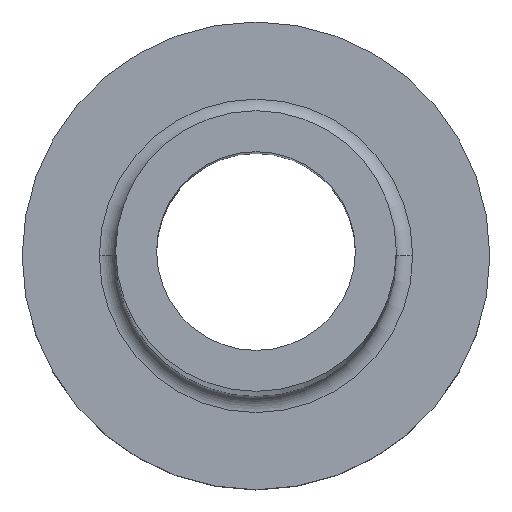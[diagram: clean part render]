
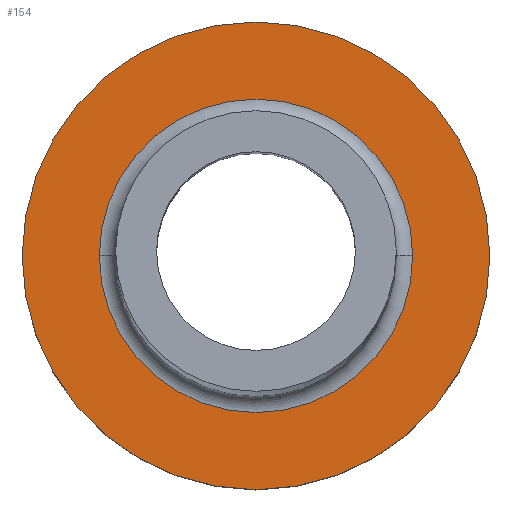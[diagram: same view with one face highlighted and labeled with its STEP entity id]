
A CAD part, top view. The second image highlights one B-rep face of the part: STEP entity #154.
In plain terms, the highlighted planar face has unit normal (0, 0, 1).
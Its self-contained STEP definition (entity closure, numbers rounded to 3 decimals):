
#22 = DIRECTION ( 'NONE',  ( 0., 0., 1. ) ) ;
#23 = EDGE_CURVE ( 'NONE', #435, #153, #73, .T. ) ;
#25 = FACE_BOUND ( 'NONE', #157, .T. ) ;
#55 = ORIENTED_EDGE ( 'NONE', *, *, #179, .T. ) ;
#60 = VERTEX_POINT ( 'NONE', #317 ) ;
#62 = CARTESIAN_POINT ( 'NONE',  ( 6.7, 0., 7. ) ) ;
#71 = DIRECTION ( 'NONE',  ( 0., 0., 1. ) ) ;
#73 = CIRCLE ( 'NONE', #429, 6.7 ) ;
#110 = DIRECTION ( 'NONE',  ( 1., 0., 0. ) ) ;
#122 = ORIENTED_EDGE ( 'NONE', *, *, #360, .T. ) ;
#137 = FACE_OUTER_BOUND ( 'NONE', #340, .T. ) ;
#140 = DIRECTION ( 'NONE',  ( 1., 0., 0. ) ) ;
#149 = AXIS2_PLACEMENT_3D ( 'NONE', #384, #71, #221 ) ;
#151 = DIRECTION ( 'NONE',  ( 0., 0., -1. ) ) ;
#153 = VERTEX_POINT ( 'NONE', #62 ) ;
#154 = ADVANCED_FACE ( 'NONE', ( #25, #137 ), #213, .T. ) ;
#157 = EDGE_LOOP ( 'NONE', ( #122, #165 ) ) ;
#165 = ORIENTED_EDGE ( 'NONE', *, *, #23, .T. ) ;
#174 = CIRCLE ( 'NONE', #201, 10. ) ;
#176 = DIRECTION ( 'NONE',  ( 1., 0., 0. ) ) ;
#179 = EDGE_CURVE ( 'NONE', #399, #60, #290, .T. ) ;
#182 = CARTESIAN_POINT ( 'NONE',  ( 0., 0., 7. ) ) ;
#183 = CIRCLE ( 'NONE', #281, 6.7 ) ;
#190 = DIRECTION ( 'NONE',  ( 1., 0., 0. ) ) ;
#201 = AXIS2_PLACEMENT_3D ( 'NONE', #350, #22, #176 ) ;
#204 = EDGE_CURVE ( 'NONE', #60, #399, #174, .T. ) ;
#213 = PLANE ( 'NONE',  #149 ) ;
#221 = DIRECTION ( 'NONE',  ( 1., 0., 0. ) ) ;
#281 = AXIS2_PLACEMENT_3D ( 'NONE', #427, #151, #110 ) ;
#289 = DIRECTION ( 'NONE',  ( 0., 0., -1. ) ) ;
#290 = CIRCLE ( 'NONE', #436, 10. ) ;
#298 = CARTESIAN_POINT ( 'NONE',  ( -10., 0., 7. ) ) ;
#311 = ORIENTED_EDGE ( 'NONE', *, *, #204, .T. ) ;
#317 = CARTESIAN_POINT ( 'NONE',  ( 10., 0., 7. ) ) ;
#340 = EDGE_LOOP ( 'NONE', ( #55, #311 ) ) ;
#350 = CARTESIAN_POINT ( 'NONE',  ( 0., 0., 7. ) ) ;
#352 = CARTESIAN_POINT ( 'NONE',  ( 0., 0., 7. ) ) ;
#360 = EDGE_CURVE ( 'NONE', #153, #435, #183, .T. ) ;
#372 = CARTESIAN_POINT ( 'NONE',  ( -6.7, 0., 7. ) ) ;
#384 = CARTESIAN_POINT ( 'NONE',  ( 0., 0., 7. ) ) ;
#399 = VERTEX_POINT ( 'NONE', #298 ) ;
#427 = CARTESIAN_POINT ( 'NONE',  ( 0., 0., 7. ) ) ;
#429 = AXIS2_PLACEMENT_3D ( 'NONE', #352, #289, #190 ) ;
#435 = VERTEX_POINT ( 'NONE', #372 ) ;
#436 = AXIS2_PLACEMENT_3D ( 'NONE', #182, #452, #140 ) ;
#452 = DIRECTION ( 'NONE',  ( 0., 0., 1. ) ) ;
